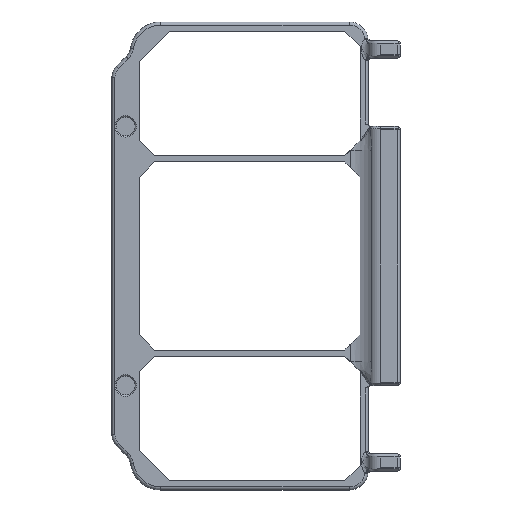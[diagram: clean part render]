
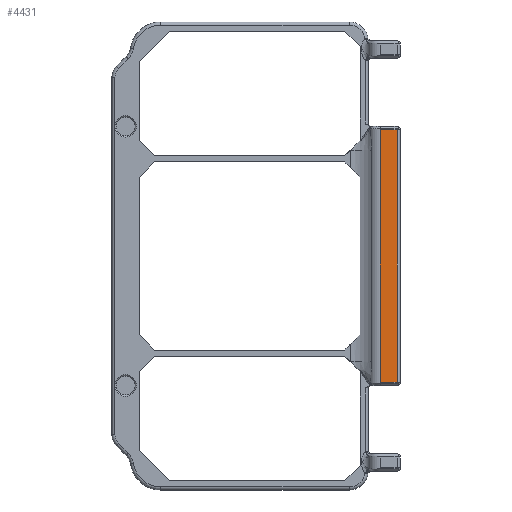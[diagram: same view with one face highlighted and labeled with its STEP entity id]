
A CAD part, top view. The second image highlights one B-rep face of the part: STEP entity #4431.
In plain terms, the highlighted planar face has unit normal (0, 0, 1).
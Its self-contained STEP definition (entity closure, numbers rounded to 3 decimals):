
#196=PLANE('',#4825);
#437=FACE_OUTER_BOUND('',#697,.T.);
#697=EDGE_LOOP('',(#3961,#3962,#3963,#3964));
#990=LINE('',#6474,#1334);
#1012=LINE('',#6622,#1356);
#1020=LINE('',#6723,#1364);
#1053=LINE('',#7010,#1397);
#1334=VECTOR('',#5101,1.);
#1356=VECTOR('',#5205,1.);
#1364=VECTOR('',#5235,10.);
#1397=VECTOR('',#5384,10.);
#1847=VERTEX_POINT('',#6468);
#1848=VERTEX_POINT('',#6473);
#1876=VERTEX_POINT('',#6585);
#1881=VERTEX_POINT('',#6621);
#2287=EDGE_CURVE('',#1847,#1848,#990,.T.);
#2338=EDGE_CURVE('',#1876,#1881,#1012,.T.);
#2363=EDGE_CURVE('',#1881,#1847,#1020,.T.);
#2448=EDGE_CURVE('',#1848,#1876,#1053,.T.);
#3961=ORIENTED_EDGE('',*,*,#2287,.F.);
#3962=ORIENTED_EDGE('',*,*,#2363,.F.);
#3963=ORIENTED_EDGE('',*,*,#2338,.F.);
#3964=ORIENTED_EDGE('',*,*,#2448,.F.);
#4431=ADVANCED_FACE('',(#437),#196,.T.);
#4825=AXIS2_PLACEMENT_3D('',#8850,#5870,#5871);
#5101=DIRECTION('',(1.,0.,0.));
#5205=DIRECTION('',(-1.,0.,0.));
#5235=DIRECTION('',(0.,1.,0.));
#5384=DIRECTION('',(0.,-1.,0.));
#5870=DIRECTION('center_axis',(0.,0.,1.));
#5871=DIRECTION('ref_axis',(0.,-1.,0.));
#6468=CARTESIAN_POINT('',(81.9,41.4,84.6));
#6473=CARTESIAN_POINT('',(87.4,41.4,84.6));
#6474=CARTESIAN_POINT('',(88.4,41.4,84.6));
#6585=CARTESIAN_POINT('',(87.4,-41.4,84.6));
#6621=CARTESIAN_POINT('',(81.9,-41.4,84.6));
#6622=CARTESIAN_POINT('',(83.15,-41.4,84.6));
#6723=CARTESIAN_POINT('',(81.9,21.2,84.6));
#7010=CARTESIAN_POINT('',(87.4,-21.2,84.6));
#8850=CARTESIAN_POINT('Origin',(83.15,0.,84.6));
